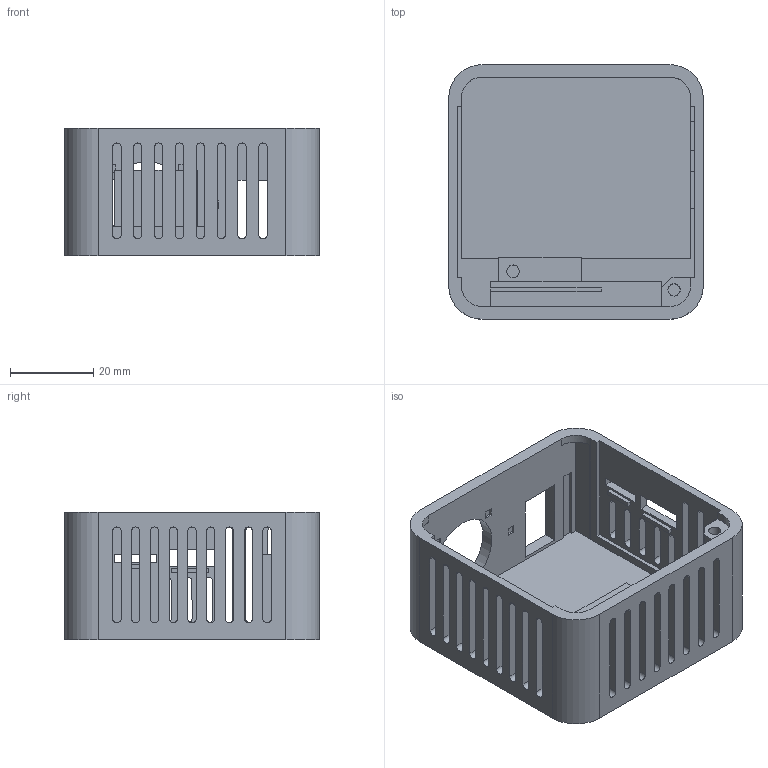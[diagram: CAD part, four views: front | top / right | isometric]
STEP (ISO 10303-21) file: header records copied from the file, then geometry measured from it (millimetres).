
FILE_DESCRIPTION(/* description */ (''),/* implementation_level */ '2;1');
FILE_NAME(/* name */ 'AIR-1 Case v60 LT3.2.step',/* time_stamp */ '2024-08-13T11:06:30-05:00',/* author */ (''),/* organization */ (''),/* preprocessor_version */ 'ST-DEVELOPER v20',/* originating_system */ 'Autodesk Translation Framework v13.14.0.145',/* authorisation */ '');
FILE_SCHEMA (('AUTOMOTIVE_DESIGN { 1 0 10303 214 3 1 1 }'));
Length unit declared in the file: millimetre
Products named in the file (1): AIR-1 Case v60 LT3.2
Bounding box: 61 x 61 x 30.5 mm (x, y, z)
Volume: 19608.4 mm3; surface area: 22496.3 mm2
Topology: 1 solids, 1 shells, 209 faces, 597 edges, 397 vertices
Faces by surface type: plane 147, cylinder 62
Full cylindrical faces by diameter (mm): 2.92 x1, 3 x1, 19.513 x1
Entity records: 6953 total; most frequent: CARTESIAN_POINT 1204, ORIENTED_EDGE 1194, DIRECTION 1143, EDGE_CURVE 597, LINE 471, VECTOR 471, VERTEX_POINT 397, AXIS2_PLACEMENT_3D 336
